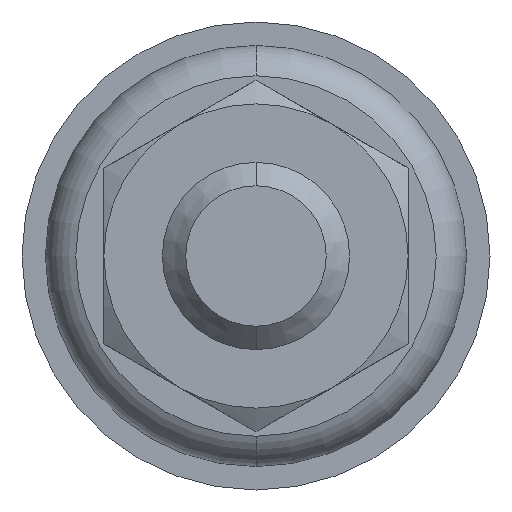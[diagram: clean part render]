
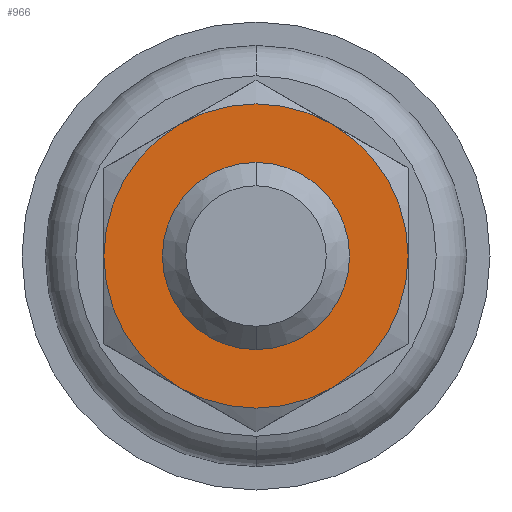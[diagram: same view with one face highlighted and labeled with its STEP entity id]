
A CAD part, front view. The second image highlights one B-rep face of the part: STEP entity #966.
In plain terms, the highlighted face is planar.
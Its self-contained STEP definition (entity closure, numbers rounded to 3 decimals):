
#9 = ORIENTED_EDGE ( 'NONE', *, *, #1205, .F. ) ;
#19 = DIRECTION ( 'NONE',  ( -1., 0., 0. ) ) ;
#60 = CARTESIAN_POINT ( 'NONE',  ( 0., 0., 3.25 ) ) ;
#132 = DIRECTION ( 'NONE',  ( 0., 0., -1. ) ) ;
#198 = ORIENTED_EDGE ( 'NONE', *, *, #1129, .F. ) ;
#199 = CARTESIAN_POINT ( 'NONE',  ( 0., 0., 3.25 ) ) ;
#227 = VERTEX_POINT ( 'NONE', #1256 ) ;
#284 = EDGE_CURVE ( 'NONE', #697, #1870, #1596, .T. ) ;
#326 = DIRECTION ( 'NONE',  ( -1., 0., 0. ) ) ;
#331 = DIRECTION ( 'NONE',  ( 1., 0., 0. ) ) ;
#343 = DIRECTION ( 'NONE',  ( 1., 0., 0. ) ) ;
#344 = CARTESIAN_POINT ( 'NONE',  ( -6.5, 0., 3.25 ) ) ;
#394 = CARTESIAN_POINT ( 'NONE',  ( 0., -7.506, 3.25 ) ) ;
#398 = CIRCLE ( 'NONE', #772, 6.5 ) ;
#407 = VERTEX_POINT ( 'NONE', #1156 ) ;
#434 = CIRCLE ( 'NONE', #1106, 4. ) ;
#459 = AXIS2_PLACEMENT_3D ( 'NONE', #1551, #1148, #343 ) ;
#490 = EDGE_CURVE ( 'NONE', #957, #1845, #927, .T. ) ;
#598 = DIRECTION ( 'NONE',  ( 0., 0., -1. ) ) ;
#646 = AXIS2_PLACEMENT_3D ( 'NONE', #934, #1688, #326 ) ;
#649 = AXIS2_PLACEMENT_3D ( 'NONE', #1641, #132, #19 ) ;
#675 = AXIS2_PLACEMENT_3D ( 'NONE', #394, #1184, #851 ) ;
#692 = EDGE_CURVE ( 'NONE', #407, #1877, #1917, .T. ) ;
#697 = VERTEX_POINT ( 'NONE', #1689 ) ;
#728 = DIRECTION ( 'NONE',  ( -1., 0., 0. ) ) ;
#748 = EDGE_LOOP ( 'NONE', ( #1481, #1747 ) ) ;
#772 = AXIS2_PLACEMENT_3D ( 'NONE', #1340, #1489, #728 ) ;
#831 = PLANE ( 'NONE',  #675 ) ;
#851 = DIRECTION ( 'NONE',  ( 1., 0., 0. ) ) ;
#895 = ORIENTED_EDGE ( 'NONE', *, *, #1418, .F. ) ;
#919 = CARTESIAN_POINT ( 'NONE',  ( 3.25, 5.629, 3.25 ) ) ;
#927 = CIRCLE ( 'NONE', #646, 6.5 ) ;
#934 = CARTESIAN_POINT ( 'NONE',  ( 0., 0., 3.25 ) ) ;
#957 = VERTEX_POINT ( 'NONE', #1906 ) ;
#960 = CIRCLE ( 'NONE', #1505, 6.5 ) ;
#966 = ADVANCED_FACE ( 'NONE', ( #1629, #1750 ), #831, .T. ) ;
#1007 = ORIENTED_EDGE ( 'NONE', *, *, #692, .F. ) ;
#1037 = CARTESIAN_POINT ( 'NONE',  ( 0., 0., 3.25 ) ) ;
#1077 = VERTEX_POINT ( 'NONE', #344 ) ;
#1106 = AXIS2_PLACEMENT_3D ( 'NONE', #199, #1552, #331 ) ;
#1116 = EDGE_CURVE ( 'NONE', #1845, #227, #1919, .T. ) ;
#1129 = EDGE_CURVE ( 'NONE', #227, #407, #398, .T. ) ;
#1148 = DIRECTION ( 'NONE',  ( 0., 0., 1. ) ) ;
#1156 = CARTESIAN_POINT ( 'NONE',  ( 3.25, -5.629, 3.25 ) ) ;
#1174 = EDGE_LOOP ( 'NONE', ( #198, #1673, #1616, #9, #895, #1007 ) ) ;
#1184 = DIRECTION ( 'NONE',  ( 0., 0., 1. ) ) ;
#1193 = CARTESIAN_POINT ( 'NONE',  ( 0., 0., 3.25 ) ) ;
#1205 = EDGE_CURVE ( 'NONE', #1077, #957, #960, .T. ) ;
#1256 = CARTESIAN_POINT ( 'NONE',  ( 6.5, 0., 3.25 ) ) ;
#1275 = DIRECTION ( 'NONE',  ( 0., 0., -1. ) ) ;
#1340 = CARTESIAN_POINT ( 'NONE',  ( 0., 0., 3.25 ) ) ;
#1418 = EDGE_CURVE ( 'NONE', #1877, #1077, #1632, .T. ) ;
#1481 = ORIENTED_EDGE ( 'NONE', *, *, #284, .F. ) ;
#1489 = DIRECTION ( 'NONE',  ( 0., 0., -1. ) ) ;
#1503 = AXIS2_PLACEMENT_3D ( 'NONE', #1193, #1799, #1819 ) ;
#1505 = AXIS2_PLACEMENT_3D ( 'NONE', #1037, #598, #1686 ) ;
#1551 = CARTESIAN_POINT ( 'NONE',  ( 0., 0., 3.25 ) ) ;
#1552 = DIRECTION ( 'NONE',  ( 0., 0., 1. ) ) ;
#1580 = CARTESIAN_POINT ( 'NONE',  ( 4., 0., 3.25 ) ) ;
#1596 = CIRCLE ( 'NONE', #459, 4. ) ;
#1616 = ORIENTED_EDGE ( 'NONE', *, *, #490, .F. ) ;
#1629 = FACE_OUTER_BOUND ( 'NONE', #1174, .T. ) ;
#1632 = CIRCLE ( 'NONE', #1705, 6.5 ) ;
#1641 = CARTESIAN_POINT ( 'NONE',  ( 0., 0., 3.25 ) ) ;
#1673 = ORIENTED_EDGE ( 'NONE', *, *, #1116, .F. ) ;
#1686 = DIRECTION ( 'NONE',  ( -1., 0., 0. ) ) ;
#1688 = DIRECTION ( 'NONE',  ( 0., 0., -1. ) ) ;
#1689 = CARTESIAN_POINT ( 'NONE',  ( -4., 0., 3.25 ) ) ;
#1704 = EDGE_CURVE ( 'NONE', #1870, #697, #434, .T. ) ;
#1705 = AXIS2_PLACEMENT_3D ( 'NONE', #60, #1275, #1886 ) ;
#1747 = ORIENTED_EDGE ( 'NONE', *, *, #1704, .F. ) ;
#1750 = FACE_BOUND ( 'NONE', #748, .T. ) ;
#1799 = DIRECTION ( 'NONE',  ( 0., 0., -1. ) ) ;
#1819 = DIRECTION ( 'NONE',  ( -1., 0., 0. ) ) ;
#1845 = VERTEX_POINT ( 'NONE', #919 ) ;
#1870 = VERTEX_POINT ( 'NONE', #1580 ) ;
#1877 = VERTEX_POINT ( 'NONE', #1893 ) ;
#1886 = DIRECTION ( 'NONE',  ( -1., 0., 0. ) ) ;
#1893 = CARTESIAN_POINT ( 'NONE',  ( -3.25, -5.629, 3.25 ) ) ;
#1906 = CARTESIAN_POINT ( 'NONE',  ( -3.25, 5.629, 3.25 ) ) ;
#1917 = CIRCLE ( 'NONE', #1503, 6.5 ) ;
#1919 = CIRCLE ( 'NONE', #649, 6.5 ) ;
